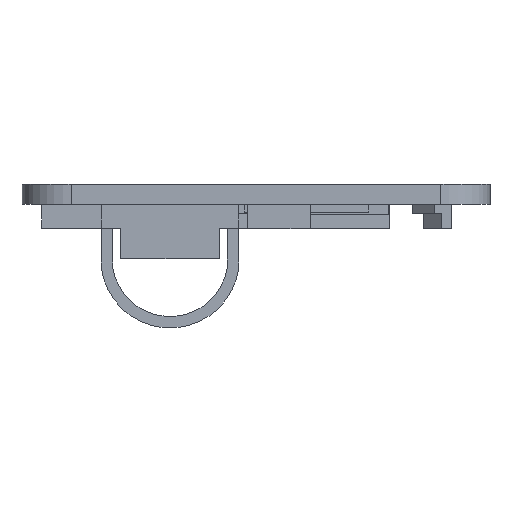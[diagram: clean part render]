
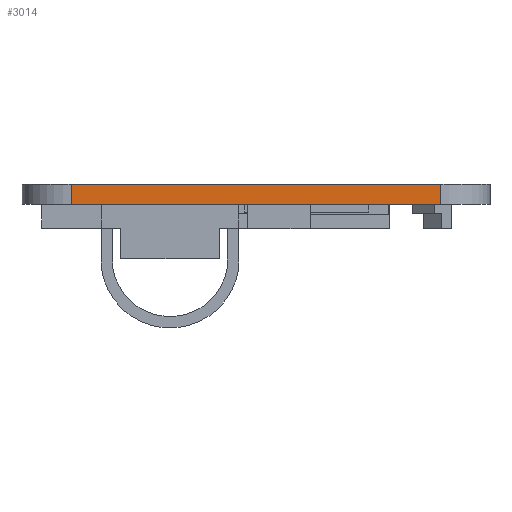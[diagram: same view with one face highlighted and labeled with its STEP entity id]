
A CAD part, front view. The second image highlights one B-rep face of the part: STEP entity #3014.
In plain terms, the highlighted planar face has unit normal (0, -1, 0).
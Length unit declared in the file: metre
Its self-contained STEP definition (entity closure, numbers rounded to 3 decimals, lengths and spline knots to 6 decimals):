
#344=LINE('',#4796,#722);
#345=LINE('',#4802,#723);
#346=LINE('',#4805,#724);
#347=LINE('',#4806,#725);
#722=VECTOR('',#3888,1.);
#723=VECTOR('',#3895,1.);
#724=VECTOR('',#3896,1.);
#725=VECTOR('',#3897,1.);
#861=PLANE('',#3216);
#1442=ORIENTED_EDGE('',*,*,#2112,.T.);
#1443=ORIENTED_EDGE('',*,*,#2113,.F.);
#1444=ORIENTED_EDGE('',*,*,#2109,.F.);
#1445=ORIENTED_EDGE('',*,*,#2114,.T.);
#2109=EDGE_CURVE('',#2435,#2436,#344,.T.);
#2112=EDGE_CURVE('',#2437,#2438,#345,.T.);
#2113=EDGE_CURVE('',#2436,#2438,#346,.T.);
#2114=EDGE_CURVE('',#2435,#2437,#347,.T.);
#2435=VERTEX_POINT('',#4797);
#2436=VERTEX_POINT('',#4798);
#2437=VERTEX_POINT('',#4803);
#2438=VERTEX_POINT('',#4804);
#2616=EDGE_LOOP('',(#1442,#1443,#1444,#1445));
#2808=FACE_BOUND('',#2616,.T.);
#3014=ADVANCED_FACE('',(#2808),#861,.T.);
#3216=AXIS2_PLACEMENT_3D('',#4801,#3893,#3894);
#3888=DIRECTION('',(0.,0.,-1.));
#3893=DIRECTION('',(0.,-1.,0.));
#3894=DIRECTION('',(0.,0.,-1.));
#3895=DIRECTION('',(0.,0.,-1.));
#3896=DIRECTION('',(-1.,0.,0.));
#3897=DIRECTION('',(-1.,0.,0.));
#4796=CARTESIAN_POINT('',(0.023881,-0.055323,0.0011));
#4797=CARTESIAN_POINT('',(0.023881,-0.055323,0.0011));
#4798=CARTESIAN_POINT('',(0.023881,-0.055323,-0.0015));
#4801=CARTESIAN_POINT('',(0.,-0.055323,0.0011));
#4802=CARTESIAN_POINT('',(-0.023881,-0.055323,0.0011));
#4803=CARTESIAN_POINT('',(-0.023881,-0.055323,0.0011));
#4804=CARTESIAN_POINT('',(-0.023881,-0.055323,-0.0015));
#4805=CARTESIAN_POINT('',(0.,-0.055323,-0.0015));
#4806=CARTESIAN_POINT('',(0.,-0.055323,0.0011));
